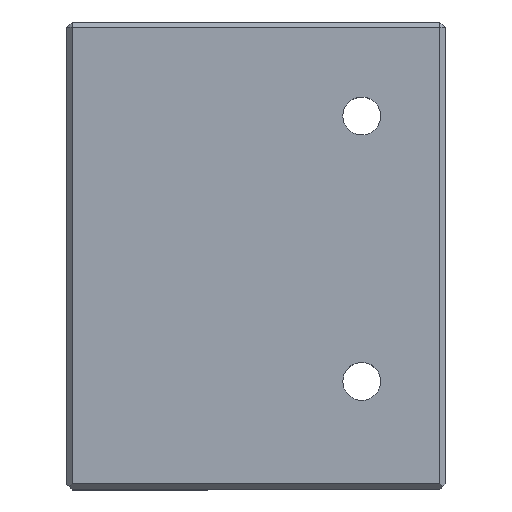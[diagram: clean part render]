
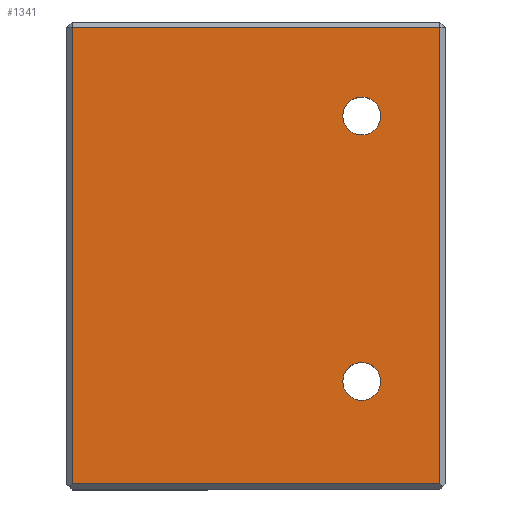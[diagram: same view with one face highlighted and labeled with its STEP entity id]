
A CAD part, top view. The second image highlights one B-rep face of the part: STEP entity #1341.
In plain terms, the highlighted planar face has unit normal (0, 0, 1).
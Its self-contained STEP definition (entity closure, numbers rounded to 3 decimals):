
#52=FACE_BOUND('',#470,.T.);
#53=FACE_BOUND('',#471,.T.);
#77=PLANE('',#1517);
#93=LINE('',#1998,#194);
#168=LINE('',#2492,#269);
#171=LINE('',#2498,#272);
#172=LINE('',#2499,#273);
#194=VECTOR('',#1572,11.923);
#269=VECTOR('',#1913,11.923);
#272=VECTOR('',#1918,11.923);
#273=VECTOR('',#1919,11.923);
#379=FACE_OUTER_BOUND('',#469,.T.);
#469=EDGE_LOOP('',(#1198,#1199,#1200,#1201));
#470=EDGE_LOOP('',(#1202));
#471=EDGE_LOOP('',(#1203));
#488=CIRCLE('',#1374,1.7);
#493=CIRCLE('',#1382,1.7);
#565=VERTEX_POINT('',#1967);
#574=VERTEX_POINT('',#1990);
#576=VERTEX_POINT('',#1995);
#577=VERTEX_POINT('',#1997);
#667=VERTEX_POINT('',#2491);
#669=VERTEX_POINT('',#2497);
#682=EDGE_CURVE('',#565,#565,#488,.T.);
#693=EDGE_CURVE('',#574,#574,#493,.T.);
#696=EDGE_CURVE('',#577,#576,#93,.T.);
#848=EDGE_CURVE('',#576,#667,#168,.T.);
#851=EDGE_CURVE('',#669,#577,#171,.T.);
#852=EDGE_CURVE('',#667,#669,#172,.T.);
#1198=ORIENTED_EDGE('',*,*,#851,.T.);
#1199=ORIENTED_EDGE('',*,*,#696,.T.);
#1200=ORIENTED_EDGE('',*,*,#848,.T.);
#1201=ORIENTED_EDGE('',*,*,#852,.T.);
#1202=ORIENTED_EDGE('',*,*,#693,.F.);
#1203=ORIENTED_EDGE('',*,*,#682,.F.);
#1341=ADVANCED_FACE('',(#379,#52,#53),#77,.F.);
#1374=AXIS2_PLACEMENT_3D('',#1968,#1544,#1545);
#1382=AXIS2_PLACEMENT_3D('',#1991,#1566,#1567);
#1517=AXIS2_PLACEMENT_3D('',#2496,#1916,#1917);
#1544=DIRECTION('center_axis',(0.,0.,
1.));
#1545=DIRECTION('ref_axis',(1.,0.,0.));
#1566=DIRECTION('center_axis',(0.,0.,
1.));
#1567=DIRECTION('ref_axis',(1.,0.,0.));
#1572=DIRECTION('',(0.,-1.,0.));
#1913=DIRECTION('',(1.,0.,0.));
#1916=DIRECTION('center_axis',(0.,0.,
-1.));
#1917=DIRECTION('ref_axis',(-1.,0.,0.));
#1918=DIRECTION('',(-1.,0.,0.));
#1919=DIRECTION('',(0.,1.,0.));
#1967=CARTESIAN_POINT('',(16.467,-221.261,7.346));
#1968=CARTESIAN_POINT('Origin',(18.167,-221.261,7.346));
#1990=CARTESIAN_POINT('',(16.467,-245.107,7.346));
#1991=CARTESIAN_POINT('Origin',(18.167,-245.107,7.346));
#1995=CARTESIAN_POINT('',(-7.856,-254.311,7.346));
#1997=CARTESIAN_POINT('',(-7.856,-213.294,7.346));
#1998=CARTESIAN_POINT('',(-7.856,-243.014,7.346));
#2491=CARTESIAN_POINT('',(25.19,-254.311,7.346));
#2492=CARTESIAN_POINT('',(-1.16,-254.311,7.346));
#2496=CARTESIAN_POINT('Origin',(2.587,-252.226,7.346));
#2497=CARTESIAN_POINT('',(25.19,-213.294,7.346));
#2498=CARTESIAN_POINT('',(-6.957,-213.294,7.346));
#2499=CARTESIAN_POINT('',(25.19,-243.014,7.346));
